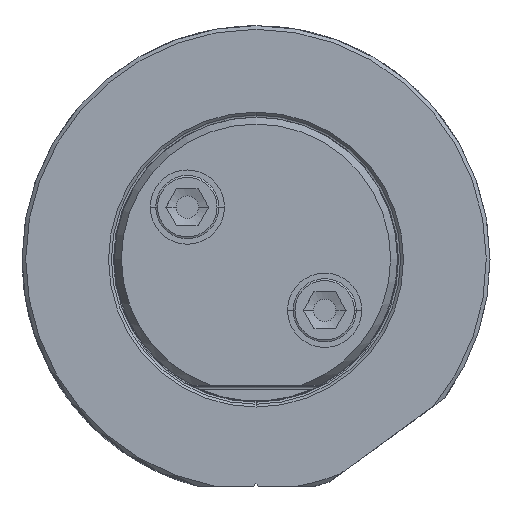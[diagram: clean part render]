
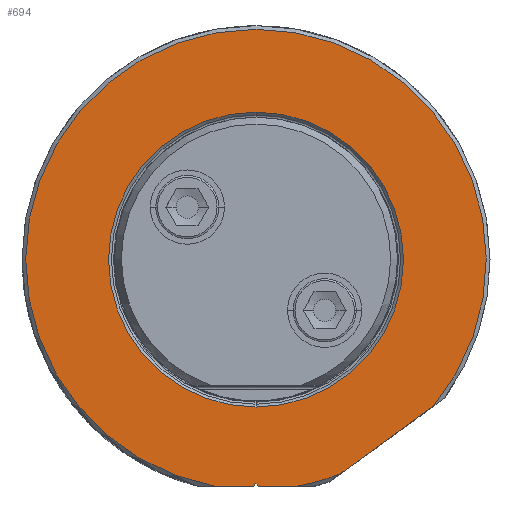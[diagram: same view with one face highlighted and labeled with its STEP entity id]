
A CAD part, top view. The second image highlights one B-rep face of the part: STEP entity #694.
In plain terms, the highlighted planar face has unit normal (0, 0, 1).
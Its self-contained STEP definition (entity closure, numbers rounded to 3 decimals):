
#224=PLANE('',#6268);
#694=ADVANCED_FACE('',(#1036,#1037),#224,.T.);
#1036=FACE_BOUND('',#1177,.T.);
#1037=FACE_BOUND('',#1178,.T.);
#1177=EDGE_LOOP('',(#3321,#3322,#3323,#3324,#3325,#3326,#3327,#3328));
#1178=EDGE_LOOP('',(#3329,#3330));
#1505=CIRCLE('',#6262,31.);
#1506=CIRCLE('',#6264,31.);
#1507=CIRCLE('',#6265,31.);
#1508=CIRCLE('',#6266,19.85);
#1509=CIRCLE('',#6267,19.85);
#1824=LINE('',#12675,#2154);
#1827=LINE('',#12699,#2157);
#1828=LINE('',#12701,#2158);
#1829=LINE('',#12703,#2159);
#1830=LINE('',#12705,#2160);
#2154=VECTOR('',#7336,1.);
#2157=VECTOR('',#7353,1.);
#2158=VECTOR('',#7354,1.);
#2159=VECTOR('',#7355,1.);
#2160=VECTOR('',#7356,1.);
#3321=ORIENTED_EDGE('',*,*,#5353,.T.);
#3322=ORIENTED_EDGE('',*,*,#5347,.T.);
#3323=ORIENTED_EDGE('',*,*,#5354,.T.);
#3324=ORIENTED_EDGE('',*,*,#5355,.T.);
#3325=ORIENTED_EDGE('',*,*,#5356,.F.);
#3326=ORIENTED_EDGE('',*,*,#5357,.T.);
#3327=ORIENTED_EDGE('',*,*,#5358,.T.);
#3328=ORIENTED_EDGE('',*,*,#5359,.F.);
#3329=ORIENTED_EDGE('',*,*,#5360,.T.);
#3330=ORIENTED_EDGE('',*,*,#5361,.T.);
#4648=VERTEX_POINT('',#12674);
#4649=VERTEX_POINT('',#12676);
#4652=VERTEX_POINT('',#12692);
#4653=VERTEX_POINT('',#12696);
#4654=VERTEX_POINT('',#12698);
#4655=VERTEX_POINT('',#12700);
#4656=VERTEX_POINT('',#12702);
#4657=VERTEX_POINT('',#12704);
#4658=VERTEX_POINT('',#12707);
#4659=VERTEX_POINT('',#12708);
#5347=EDGE_CURVE('',#4649,#4648,#1824,.T.);
#5353=EDGE_CURVE('',#4652,#4649,#1505,.T.);
#5354=EDGE_CURVE('',#4648,#4653,#1506,.T.);
#5355=EDGE_CURVE('',#4653,#4654,#1507,.T.);
#5356=EDGE_CURVE('',#4655,#4654,#1827,.T.);
#5357=EDGE_CURVE('',#4655,#4656,#1828,.T.);
#5358=EDGE_CURVE('',#4656,#4657,#1829,.T.);
#5359=EDGE_CURVE('',#4652,#4657,#1830,.T.);
#5360=EDGE_CURVE('',#4658,#4659,#1508,.T.);
#5361=EDGE_CURVE('',#4659,#4658,#1509,.T.);
#6262=AXIS2_PLACEMENT_3D('',#12693,#7345,#7346);
#6264=AXIS2_PLACEMENT_3D('',#12695,#7349,#7350);
#6265=AXIS2_PLACEMENT_3D('',#12697,#7351,#7352);
#6266=AXIS2_PLACEMENT_3D('',#12706,#7357,#7358);
#6267=AXIS2_PLACEMENT_3D('',#12709,#7359,#7360);
#6268=AXIS2_PLACEMENT_3D('',#12710,#7361,#7362);
#7336=DIRECTION('',(0.809,0.587,0.));
#7345=DIRECTION('',(0.,0.,1.));
#7346=DIRECTION('',(0.179,-0.984,0.));
#7349=DIRECTION('',(0.,0.,1.));
#7350=DIRECTION('',(0.772,-0.635,0.));
#7351=DIRECTION('',(0.,0.,1.));
#7352=DIRECTION('',(0.,1.,0.));
#7353=DIRECTION('',(-1.,0.,0.));
#7354=DIRECTION('',(0.707,0.707,0.));
#7355=DIRECTION('',(0.707,-0.707,0.));
#7356=DIRECTION('',(-1.,0.,0.));
#7357=DIRECTION('',(0.,0.,-1.));
#7358=DIRECTION('',(0.,-1.,0.));
#7359=DIRECTION('',(0.,0.,-1.));
#7360=DIRECTION('',(0.,1.,0.));
#7361=DIRECTION('',(0.,0.,1.));
#7362=DIRECTION('',(0.,-1.,0.));
#12674=CARTESIAN_POINT('',(23.943,-19.69,0.));
#12675=CARTESIAN_POINT('',(11.302,-28.866,0.));
#12676=CARTESIAN_POINT('',(11.302,-28.866,0.));
#12692=CARTESIAN_POINT('',(5.545,-30.5,0.));
#12693=CARTESIAN_POINT('',(0.,0.,0.));
#12695=CARTESIAN_POINT('',(0.,0.,0.));
#12696=CARTESIAN_POINT('',(0.,31.,0.));
#12697=CARTESIAN_POINT('',(0.,0.,0.));
#12698=CARTESIAN_POINT('',(-5.545,-30.5,0.));
#12699=CARTESIAN_POINT('',(-0.354,-30.5,0.));
#12700=CARTESIAN_POINT('',(-0.354,-30.5,0.));
#12701=CARTESIAN_POINT('',(-0.354,-30.5,0.));
#12702=CARTESIAN_POINT('',(0.,-30.146,0.));
#12703=CARTESIAN_POINT('',(0.,-30.146,0.));
#12704=CARTESIAN_POINT('',(0.354,-30.5,0.));
#12705=CARTESIAN_POINT('',(5.545,-30.5,0.));
#12706=CARTESIAN_POINT('',(0.,0.,0.));
#12707=CARTESIAN_POINT('',(0.,-19.85,0.));
#12708=CARTESIAN_POINT('',(0.,19.85,0.));
#12709=CARTESIAN_POINT('',(0.,0.,0.));
#12710=CARTESIAN_POINT('',(0.,0.25,0.));
